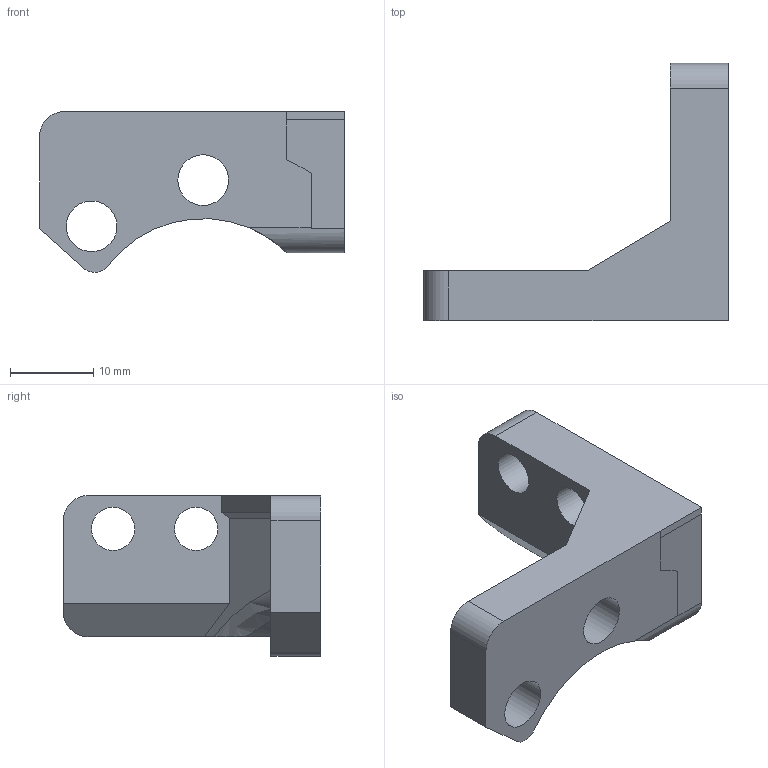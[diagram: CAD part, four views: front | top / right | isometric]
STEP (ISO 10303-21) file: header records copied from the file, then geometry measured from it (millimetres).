
FILE_DESCRIPTION(/* description */ (''),/* implementation_level */ '2;1');
FILE_NAME(/* name */ 'Y axis nut holder left.step',/* time_stamp */ '2021-08-08T12:24:28+02:00',/* author */ (''),/* organization */ (''),/* preprocessor_version */ 'ST-DEVELOPER v18.1',/* originating_system */ 'Autodesk Translation Framework v10.9.0.1377',/* authorisation */ '');
FILE_SCHEMA (('AUTOMOTIVE_DESIGN { 1 0 10303 214 3 1 1 }'));
Length unit declared in the file: millimetre
Products named in the file (1): Ball screw holder left v2
Bounding box: 36.7 x 31 x 19.36 mm (x, y, z)
Volume: 5819.6 mm3; surface area: 3169.9 mm2
Topology: 1 solids, 1 shells, 27 faces, 79 edges, 54 vertices
Faces by surface type: plane 16, cylinder 10, bspline 1
Full cylindrical faces by diameter (mm): 5.2 x2, 6.1 x2
Entity records: 1002 total; most frequent: CARTESIAN_POINT 210, ORIENTED_EDGE 158, DIRECTION 152, EDGE_CURVE 79, VERTEX_POINT 54, LINE 52, VECTOR 52, AXIS2_PLACEMENT_3D 50
